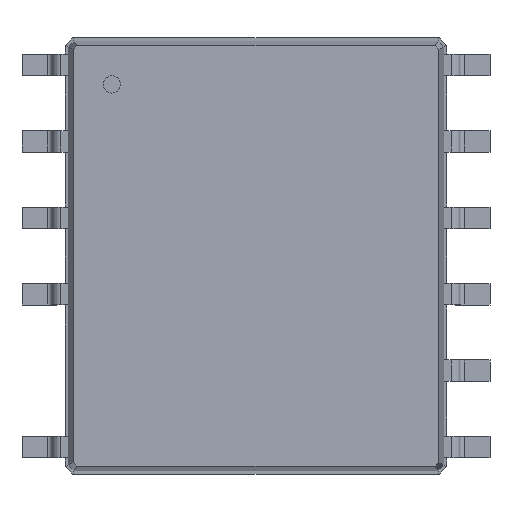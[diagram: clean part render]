
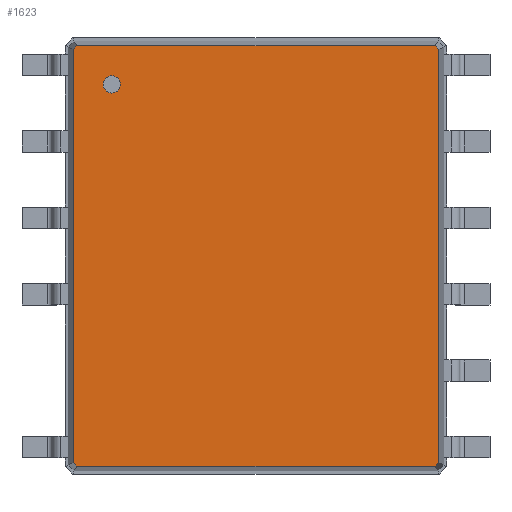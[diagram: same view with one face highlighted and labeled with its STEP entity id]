
A CAD part, top view. The second image highlights one B-rep face of the part: STEP entity #1623.
In plain terms, the highlighted planar face has unit normal (0, 0, 1).
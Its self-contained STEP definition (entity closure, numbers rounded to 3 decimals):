
#13=DIRECTION('',(0.,0.,1.));
#27=VECTOR('',#28,1.);
#28=DIRECTION('',(0.,-1.,0.));
#36=DIRECTION('',(0.,1.,0.));
#58=VECTOR('',#59,1.);
#59=DIRECTION('',(1.,0.,0.));
#133=VECTOR('',#134,1.);
#134=DIRECTION('',(-1.,0.,0.));
#410=VECTOR('',#411,1.);
#411=DIRECTION('',(0.707,-0.707,0.));
#417=VECTOR('',#418,1.);
#418=DIRECTION('',(-0.707,-0.707,0.));
#429=VECTOR('',#430,1.);
#430=DIRECTION('',(-0.707,0.707,0.));
#436=VECTOR('',#36,1.);
#440=VECTOR('',#441,1.);
#441=DIRECTION('',(0.707,0.707,0.));
#743=VERTEX_POINT('',#744);
#744=CARTESIAN_POINT('',(4.259,-4.812,1.6));
#746=ORIENTED_EDGE('',*,*,#747,.F.);
#747=EDGE_CURVE('',#748,#743,#750,.T.);
#748=VERTEX_POINT('',#749);
#749=CARTESIAN_POINT('',(4.259,4.812,1.6));
#750=LINE('',#749,#27);
#1614=ORIENTED_EDGE('',*,*,#1615,.F.);
#1615=EDGE_CURVE('',#1616,#748,#1618,.T.);
#1616=VERTEX_POINT('',#1617);
#1617=CARTESIAN_POINT('',(4.177,4.894,1.6));
#1618=LINE('',#1617,#410);
#1623=ADVANCED_FACE('',(#1624,#1654),#1663,.T.);
#1624=FACE_BOUND('',#1625,.T.);
#1625=EDGE_LOOP('',(#1626,#1631,#1636,#1641,#1646,#1651,#746,#1614));
#1626=ORIENTED_EDGE('',*,*,#1627,.F.);
#1627=EDGE_CURVE('',#1628,#1616,#1630,.T.);
#1628=VERTEX_POINT('',#1629);
#1629=CARTESIAN_POINT('',(-4.177,4.894,1.6));
#1630=LINE('',#1629,#58);
#1631=ORIENTED_EDGE('',*,*,#1632,.F.);
#1632=EDGE_CURVE('',#1633,#1628,#1635,.T.);
#1633=VERTEX_POINT('',#1634);
#1634=CARTESIAN_POINT('',(-4.259,4.812,1.6));
#1635=LINE('',#1634,#440);
#1636=ORIENTED_EDGE('',*,*,#1637,.F.);
#1637=EDGE_CURVE('',#1638,#1633,#1640,.T.);
#1638=VERTEX_POINT('',#1639);
#1639=CARTESIAN_POINT('',(-4.259,-4.812,1.6));
#1640=LINE('',#1639,#436);
#1641=ORIENTED_EDGE('',*,*,#1642,.F.);
#1642=EDGE_CURVE('',#1643,#1638,#1645,.T.);
#1643=VERTEX_POINT('',#1644);
#1644=CARTESIAN_POINT('',(-4.177,-4.894,1.6));
#1645=LINE('',#1644,#429);
#1646=ORIENTED_EDGE('',*,*,#1647,.F.);
#1647=EDGE_CURVE('',#1648,#1643,#1650,.T.);
#1648=VERTEX_POINT('',#1649);
#1649=CARTESIAN_POINT('',(4.177,-4.894,1.6));
#1650=LINE('',#1649,#133);
#1651=ORIENTED_EDGE('',*,*,#1652,.F.);
#1652=EDGE_CURVE('',#743,#1648,#1653,.T.);
#1653=LINE('',#744,#417);
#1654=FACE_BOUND('',#1655,.T.);
#1655=EDGE_LOOP('',(#1656));
#1656=ORIENTED_EDGE('',*,*,#1657,.F.);
#1657=EDGE_CURVE('',#1658,#1658,#1660,.T.);
#1658=VERTEX_POINT('',#1659);
#1659=CARTESIAN_POINT('',(-3.359,3.794,1.6));
#1660=CIRCLE('',#1661,0.2);
#1661=AXIS2_PLACEMENT_3D('',#1662,#13,#28);
#1662=CARTESIAN_POINT('',(-3.359,3.994,1.6));
#1663=PLANE('',#1664);
#1664=AXIS2_PLACEMENT_3D('',#1629,#13,#1665);
#1665=DIRECTION('',(0.649,-0.761,0.));
